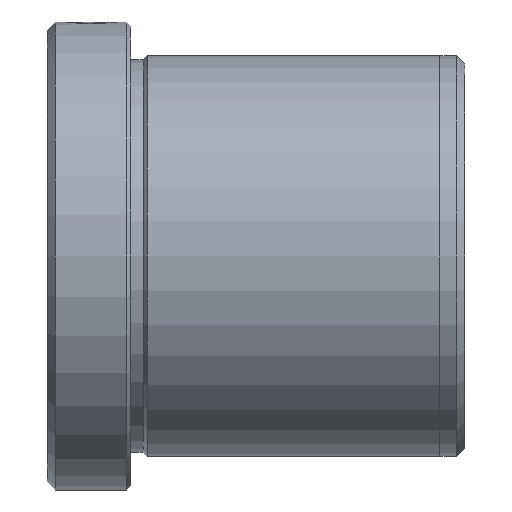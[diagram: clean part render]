
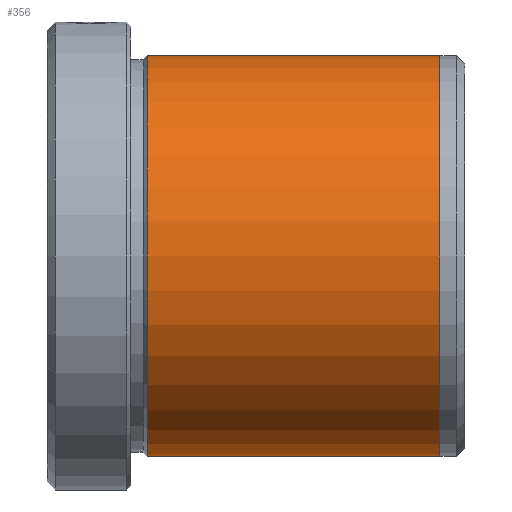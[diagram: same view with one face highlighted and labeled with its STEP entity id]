
A CAD part, left-side view. The second image highlights one B-rep face of the part: STEP entity #356.
In plain terms, the highlighted cylindrical face has radius 24 mm (diameter 48 mm), a partial arc.
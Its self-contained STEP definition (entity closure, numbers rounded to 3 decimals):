
#86 = CARTESIAN_POINT ( 'NONE',  ( 0., -12., 0. ) ) ;
#107 = CIRCLE ( 'NONE', #1218, 24. ) ;
#119 = DIRECTION ( 'NONE',  ( 0., 1., 0. ) ) ;
#156 = DIRECTION ( 'NONE',  ( 0., -1., 0. ) ) ;
#172 = EDGE_LOOP ( 'NONE', ( #261, #1775, #1530, #807 ) ) ;
#222 = CARTESIAN_POINT ( 'NONE',  ( 0., 0., -24. ) ) ;
#238 = DIRECTION ( 'NONE',  ( 0., 0., 1. ) ) ;
#261 = ORIENTED_EDGE ( 'NONE', *, *, #1323, .F. ) ;
#304 = DIRECTION ( 'NONE',  ( 0., 1., 0. ) ) ;
#356 = ADVANCED_FACE ( 'NONE', ( #1642 ), #551, .T. ) ;
#360 = AXIS2_PLACEMENT_3D ( 'NONE', #810, #119, #1526 ) ;
#506 = VECTOR ( 'NONE', #1029, 1000. ) ;
#551 = CYLINDRICAL_SURFACE ( 'NONE', #360, 24. ) ;
#572 = LINE ( 'NONE', #1100, #1295 ) ;
#613 = EDGE_CURVE ( 'NONE', #1211, #885, #572, .T. ) ;
#761 = CARTESIAN_POINT ( 'NONE',  ( 0., -12., 24. ) ) ;
#807 = ORIENTED_EDGE ( 'NONE', *, *, #1467, .F. ) ;
#810 = CARTESIAN_POINT ( 'NONE',  ( 0., 0., 0. ) ) ;
#885 = VERTEX_POINT ( 'NONE', #761 ) ;
#966 = CARTESIAN_POINT ( 'NONE',  ( 0., -47., 0. ) ) ;
#1009 = EDGE_CURVE ( 'NONE', #1211, #1497, #107, .T. ) ;
#1013 = CARTESIAN_POINT ( 'NONE',  ( 0., -47., 24. ) ) ;
#1029 = DIRECTION ( 'NONE',  ( 0., 1., 0. ) ) ;
#1045 = DIRECTION ( 'NONE',  ( 0., 1., 0. ) ) ;
#1100 = CARTESIAN_POINT ( 'NONE',  ( 0., 0., 24. ) ) ;
#1104 = DIRECTION ( 'NONE',  ( 0., 0., -1. ) ) ;
#1211 = VERTEX_POINT ( 'NONE', #1013 ) ;
#1218 = AXIS2_PLACEMENT_3D ( 'NONE', #966, #156, #1104 ) ;
#1254 = VERTEX_POINT ( 'NONE', #1441 ) ;
#1295 = VECTOR ( 'NONE', #304, 1000. ) ;
#1304 = AXIS2_PLACEMENT_3D ( 'NONE', #86, #1045, #238 ) ;
#1323 = EDGE_CURVE ( 'NONE', #1497, #1254, #1547, .T. ) ;
#1441 = CARTESIAN_POINT ( 'NONE',  ( 0., -12., -24. ) ) ;
#1467 = EDGE_CURVE ( 'NONE', #1254, #885, #1736, .T. ) ;
#1497 = VERTEX_POINT ( 'NONE', #1592 ) ;
#1526 = DIRECTION ( 'NONE',  ( 0., 0., 1. ) ) ;
#1530 = ORIENTED_EDGE ( 'NONE', *, *, #613, .T. ) ;
#1547 = LINE ( 'NONE', #222, #506 ) ;
#1592 = CARTESIAN_POINT ( 'NONE',  ( 0., -47., -24. ) ) ;
#1642 = FACE_OUTER_BOUND ( 'NONE', #172, .T. ) ;
#1736 = CIRCLE ( 'NONE', #1304, 24. ) ;
#1775 = ORIENTED_EDGE ( 'NONE', *, *, #1009, .F. ) ;
